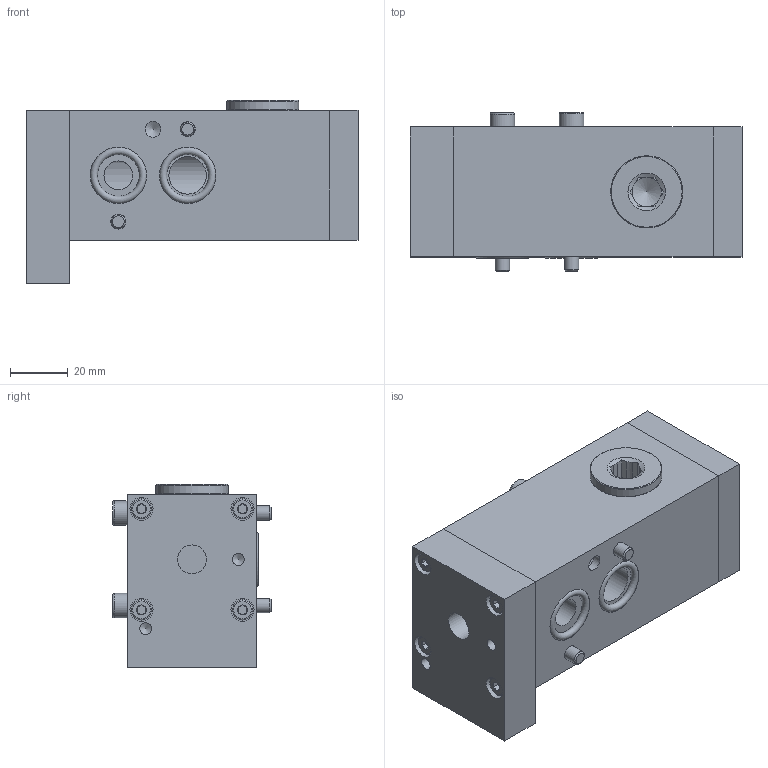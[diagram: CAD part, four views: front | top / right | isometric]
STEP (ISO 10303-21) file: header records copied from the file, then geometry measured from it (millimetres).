
FILE_DESCRIPTION(/* description */ ('Unknown'),/* implementation_level */ '2;1');
FILE_NAME(/* name */ 'SENR 207',/* time_stamp */ '2017-09-15T14:34:01+02:00',/* author */ ('Unknown'),/* organization */ ('Unknown'),/* preprocessor_version */ 'ST-DEVELOPER v16.7',/* originating_system */ 'DEX',/* authorisation */ $);
FILE_SCHEMA (('AUTOMOTIVE_DESIGN {1 0 10303 214 3 1 1}'));
Length unit declared in the file: millimetre
Products named in the file (2): SENR 207
Assembly tree (1 placements, depth 2):
  SENR 207
    SENR 207
Bounding box: 115 x 55 x 63.5 mm (x, y, z)
Volume: 195943.1 mm3; surface area: 54471.9 mm2
Topology: 16 solids, 16 shells, 401 faces, 927 edges, 608 vertices
Faces by surface type: plane 177, cone 103, cylinder 97, torus 24
Full cylindrical faces by diameter (mm): 3.141 x8, 3.242 x16, 4 x16, 4.019 x2, 4.134 x4, 4.5 x8, 5 x4, 5.2 x2, 5.5 x1, 7 x8, 8 x8, 8.5 x2, 10 x2, 10.2 x1, 13 x1, 14 x1, 17 x1, 17.5 x1, 19 x2, 19.5 x2, 20.87 x1, 25 x1, 26 x2, 26.8 x1, 36 x1, 40 x1
Entity records: 13006 total; most frequent: CARTESIAN_POINT 2049, DIRECTION 1728, ORIENTED_EDGE 1392, AXIS2_PLACEMENT_3D 709, EDGE_CURVE 696, FACE_BOUND 662, EDGE_LOOP 648, VERTEX_POINT 556
